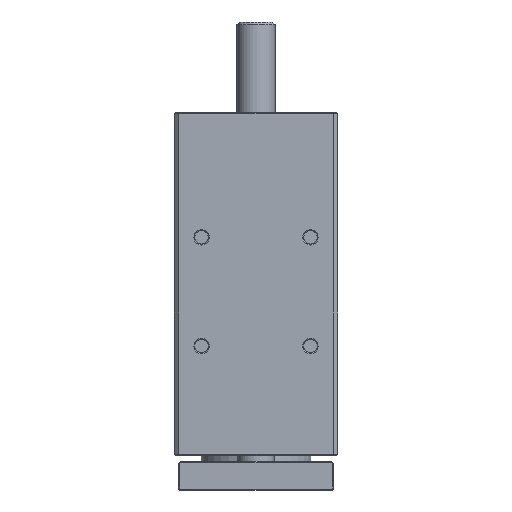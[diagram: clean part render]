
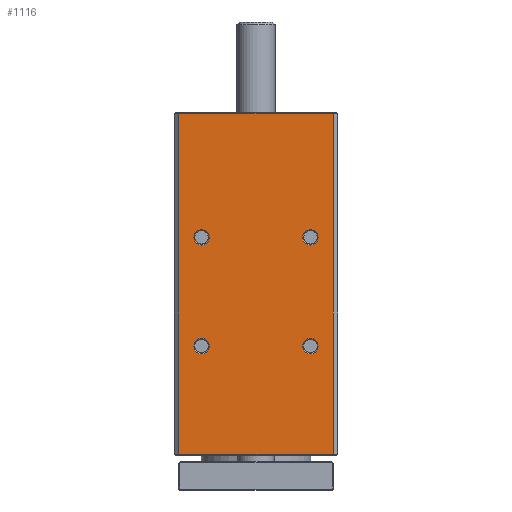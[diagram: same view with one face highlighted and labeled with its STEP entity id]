
A CAD part, front view. The second image highlights one B-rep face of the part: STEP entity #1116.
In plain terms, the highlighted face is planar.
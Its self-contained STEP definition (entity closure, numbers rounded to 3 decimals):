
#290 = EDGE_CURVE ( 'NONE', #3379, #3189, #1847, .T. ) ;
#291 = EDGE_CURVE ( 'NONE', #3188, #3379, #1845, .T. ) ;
#292 = EDGE_CURVE ( 'NONE', #3352, #3349, #1852, .T. ) ;
#293 = EDGE_CURVE ( 'NONE', #3130, #3427, #1853, .T. ) ;
#294 = EDGE_CURVE ( 'NONE', #3426, #3381, #1855, .T. ) ;
#297 = EDGE_CURVE ( 'NONE', #3417, #3188, #1857, .T. ) ;
#299 = EDGE_CURVE ( 'NONE', #3380, #3197, #1863, .T. ) ;
#316 = EDGE_CURVE ( 'NONE', #3189, #3417, #1868, .T. ) ;
#511 = AXIS2_PLACEMENT_3D ( 'NONE', #3107, #3105, #3104 ) ;
#515 = AXIS2_PLACEMENT_3D ( 'NONE', #3100, #3099, #3098 ) ;
#516 = AXIS2_PLACEMENT_3D ( 'NONE', #3103, #3102, #3101 ) ;
#517 = AXIS2_PLACEMENT_3D ( 'NONE', #3094, #3088, #3087 ) ;
#1116 = ADVANCED_FACE ( 'NONE', ( #8647, #8643, #8651, #8653, #8642 ), #6386, .F. ) ;
#1845 = LINE ( 'NONE', #3110, #1850 ) ;
#1847 = LINE ( 'NONE', #3116, #1849 ) ;
#1849 = VECTOR ( 'NONE', #3108, 1000. ) ;
#1850 = VECTOR ( 'NONE', #3106, 1000. ) ;
#1852 = CIRCLE ( 'NONE', #511, 4. ) ;
#1853 = CIRCLE ( 'NONE', #516, 4. ) ;
#1855 = CIRCLE ( 'NONE', #515, 4. ) ;
#1857 = LINE ( 'NONE', #3092, #1858 ) ;
#1858 = VECTOR ( 'NONE', #3091, 1000. ) ;
#1863 = CIRCLE ( 'NONE', #517, 4. ) ;
#1868 = LINE ( 'NONE', #3048, #3567 ) ;
#2603 = DIRECTION ( 'NONE',  ( 0., 0., 1. ) ) ;
#2604 = DIRECTION ( 'NONE',  ( -1., 0., 0. ) ) ;
#2605 = CARTESIAN_POINT ( 'NONE',  ( 152., 121.3, 14.25 ) ) ;
#2646 = DIRECTION ( 'NONE',  ( 0., 0., 1. ) ) ;
#2647 = DIRECTION ( 'NONE',  ( -1., 0., 0. ) ) ;
#2652 = CARTESIAN_POINT ( 'NONE',  ( 152., 121.3, 70.75 ) ) ;
#2759 = DIRECTION ( 'NONE',  ( 0., 0., 1. ) ) ;
#2761 = DIRECTION ( 'NONE',  ( -1., 0., 0. ) ) ;
#2763 = CARTESIAN_POINT ( 'NONE',  ( 152., 64.8, 70.75 ) ) ;
#2787 = ORIENTED_EDGE ( 'NONE', *, *, #294, .T. ) ;
#2788 = ORIENTED_EDGE ( 'NONE', *, *, #4138, .T. ) ;
#2789 = ORIENTED_EDGE ( 'NONE', *, *, #4152, .T. ) ;
#2790 = ORIENTED_EDGE ( 'NONE', *, *, #4094, .T. ) ;
#2801 = ORIENTED_EDGE ( 'NONE', *, *, #299, .T. ) ;
#2802 = ORIENTED_EDGE ( 'NONE', *, *, #292, .T. ) ;
#2824 = ORIENTED_EDGE ( 'NONE', *, *, #4125, .T. ) ;
#3045 = DIRECTION ( 'NONE',  ( 0., 1., 0. ) ) ;
#3048 = CARTESIAN_POINT ( 'NONE',  ( 152., 0., 2.5 ) ) ;
#3087 = DIRECTION ( 'NONE',  ( 0., 0., 1. ) ) ;
#3088 = DIRECTION ( 'NONE',  ( -1., 0., 0. ) ) ;
#3091 = DIRECTION ( 'NONE',  ( 0., 0., 1. ) ) ;
#3092 = CARTESIAN_POINT ( 'NONE',  ( 152., 177.5, 85. ) ) ;
#3094 = CARTESIAN_POINT ( 'NONE',  ( 152., 121.3, 70.75 ) ) ;
#3098 = DIRECTION ( 'NONE',  ( 0., 0., 1. ) ) ;
#3099 = DIRECTION ( 'NONE',  ( -1., 0., 0. ) ) ;
#3100 = CARTESIAN_POINT ( 'NONE',  ( 152., 64.8, 14.25 ) ) ;
#3101 = DIRECTION ( 'NONE',  ( 0., 0., 1. ) ) ;
#3102 = DIRECTION ( 'NONE',  ( -1., 0., 0. ) ) ;
#3103 = CARTESIAN_POINT ( 'NONE',  ( 152., 121.3, 14.25 ) ) ;
#3104 = DIRECTION ( 'NONE',  ( 0., 0., 1. ) ) ;
#3105 = DIRECTION ( 'NONE',  ( -1., 0., 0. ) ) ;
#3106 = DIRECTION ( 'NONE',  ( 0., -1., 0. ) ) ;
#3107 = CARTESIAN_POINT ( 'NONE',  ( 152., 64.8, 70.75 ) ) ;
#3108 = DIRECTION ( 'NONE',  ( 0., 0., -1. ) ) ;
#3110 = CARTESIAN_POINT ( 'NONE',  ( 152., 0., 82.5 ) ) ;
#3116 = CARTESIAN_POINT ( 'NONE',  ( 152., 0.5, 85. ) ) ;
#3130 = VERTEX_POINT ( 'NONE', #7499 ) ;
#3188 = VERTEX_POINT ( 'NONE', #7895 ) ;
#3189 = VERTEX_POINT ( 'NONE', #7970 ) ;
#3197 = VERTEX_POINT ( 'NONE', #7904 ) ;
#3349 = VERTEX_POINT ( 'NONE', #8049 ) ;
#3352 = VERTEX_POINT ( 'NONE', #7917 ) ;
#3379 = VERTEX_POINT ( 'NONE', #7963 ) ;
#3380 = VERTEX_POINT ( 'NONE', #7951 ) ;
#3381 = VERTEX_POINT ( 'NONE', #7965 ) ;
#3417 = VERTEX_POINT ( 'NONE', #7292 ) ;
#3426 = VERTEX_POINT ( 'NONE', #7633 ) ;
#3427 = VERTEX_POINT ( 'NONE', #7779 ) ;
#3567 = VECTOR ( 'NONE', #3045, 1000. ) ;
#4094 = EDGE_CURVE ( 'NONE', #3349, #3352, #8963, .T. ) ;
#4125 = EDGE_CURVE ( 'NONE', #3197, #3380, #9006, .T. ) ;
#4138 = EDGE_CURVE ( 'NONE', #3427, #3130, #9027, .T. ) ;
#4152 = EDGE_CURVE ( 'NONE', #3381, #3426, #9046, .T. ) ;
#5809 = EDGE_LOOP ( 'NONE', ( #2789, #2787 ) ) ;
#5819 = EDGE_LOOP ( 'NONE', ( #10388, #10391, #10371, #10387 ) ) ;
#5820 = EDGE_LOOP ( 'NONE', ( #2824, #2801 ) ) ;
#5821 = EDGE_LOOP ( 'NONE', ( #2788, #10370 ) ) ;
#5822 = EDGE_LOOP ( 'NONE', ( #2790, #2802 ) ) ;
#6144 = CARTESIAN_POINT ( 'NONE',  ( 152., 64.8, 14.25 ) ) ;
#6145 = DIRECTION ( 'NONE',  ( -1., 0., 0. ) ) ;
#6146 = DIRECTION ( 'NONE',  ( 0., 0., 1. ) ) ;
#6249 = CARTESIAN_POINT ( 'NONE',  ( 152., 0., 85. ) ) ;
#6256 = DIRECTION ( 'NONE',  ( 0., 0., 1. ) ) ;
#6357 = DIRECTION ( 'NONE',  ( -1., 0., 0. ) ) ;
#6386 = PLANE ( 'NONE',  #9305 ) ;
#7292 = CARTESIAN_POINT ( 'NONE',  ( 152., 177.5, 2.5 ) ) ;
#7499 = CARTESIAN_POINT ( 'NONE',  ( 152., 121.3, 18.25 ) ) ;
#7633 = CARTESIAN_POINT ( 'NONE',  ( 152., 64.8, 18.25 ) ) ;
#7779 = CARTESIAN_POINT ( 'NONE',  ( 152., 121.3, 10.25 ) ) ;
#7895 = CARTESIAN_POINT ( 'NONE',  ( 152., 177.5, 82.5 ) ) ;
#7904 = CARTESIAN_POINT ( 'NONE',  ( 152., 121.3, 66.75 ) ) ;
#7917 = CARTESIAN_POINT ( 'NONE',  ( 152., 64.8, 74.75 ) ) ;
#7951 = CARTESIAN_POINT ( 'NONE',  ( 152., 121.3, 74.75 ) ) ;
#7963 = CARTESIAN_POINT ( 'NONE',  ( 152., 0.5, 82.5 ) ) ;
#7965 = CARTESIAN_POINT ( 'NONE',  ( 152., 64.8, 10.25 ) ) ;
#7970 = CARTESIAN_POINT ( 'NONE',  ( 152., 0.5, 2.5 ) ) ;
#8049 = CARTESIAN_POINT ( 'NONE',  ( 152., 64.8, 66.75 ) ) ;
#8642 = FACE_OUTER_BOUND ( 'NONE', #5819, .T. ) ;
#8643 = FACE_BOUND ( 'NONE', #5822, .T. ) ;
#8647 = FACE_BOUND ( 'NONE', #5809, .T. ) ;
#8651 = FACE_BOUND ( 'NONE', #5820, .T. ) ;
#8653 = FACE_BOUND ( 'NONE', #5821, .T. ) ;
#8963 = CIRCLE ( 'NONE', #9439, 4. ) ;
#9006 = CIRCLE ( 'NONE', #9460, 4. ) ;
#9027 = CIRCLE ( 'NONE', #9464, 4. ) ;
#9046 = CIRCLE ( 'NONE', #9471, 4. ) ;
#9305 = AXIS2_PLACEMENT_3D ( 'NONE', #6249, #6357, #6256 ) ;
#9439 = AXIS2_PLACEMENT_3D ( 'NONE', #2763, #2761, #2759 ) ;
#9460 = AXIS2_PLACEMENT_3D ( 'NONE', #2652, #2647, #2646 ) ;
#9464 = AXIS2_PLACEMENT_3D ( 'NONE', #2605, #2604, #2603 ) ;
#9471 = AXIS2_PLACEMENT_3D ( 'NONE', #6144, #6145, #6146 ) ;
#10370 = ORIENTED_EDGE ( 'NONE', *, *, #293, .T. ) ;
#10371 = ORIENTED_EDGE ( 'NONE', *, *, #316, .T. ) ;
#10387 = ORIENTED_EDGE ( 'NONE', *, *, #297, .T. ) ;
#10388 = ORIENTED_EDGE ( 'NONE', *, *, #291, .T. ) ;
#10391 = ORIENTED_EDGE ( 'NONE', *, *, #290, .T. ) ;
